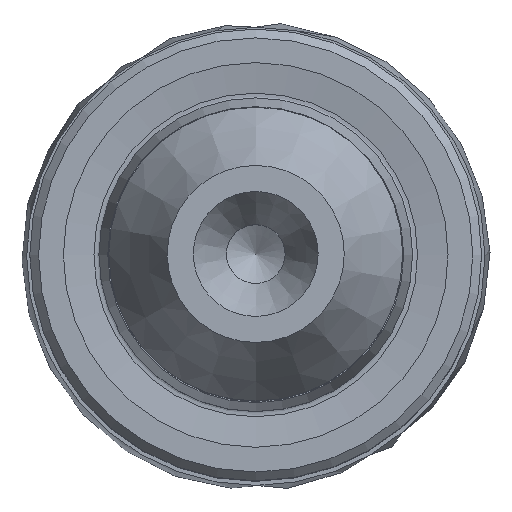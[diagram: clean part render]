
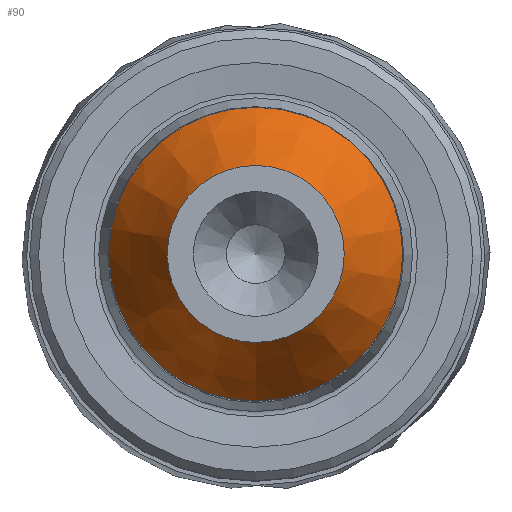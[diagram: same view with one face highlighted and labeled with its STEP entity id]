
A CAD part, top view. The second image highlights one B-rep face of the part: STEP entity #90.
In plain terms, the highlighted conical face has half-angle 30 degrees and reference radius 3.013 mm.
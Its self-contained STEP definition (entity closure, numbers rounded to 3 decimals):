
#73=CONICAL_SURFACE('',#353,3.013,30.);
#90=ADVANCED_FACE('',(#135,#136),#73,.T.);
#135=FACE_BOUND('',#181,.T.);
#136=FACE_BOUND('',#182,.T.);
#181=EDGE_LOOP('',(#229));
#182=EDGE_LOOP('',(#230));
#229=ORIENTED_EDGE('',*,*,#289,.F.);
#230=ORIENTED_EDGE('',*,*,#290,.T.);
#264=VERTEX_POINT('',#517);
#265=VERTEX_POINT('',#520);
#289=EDGE_CURVE('',#264,#264,#313,.T.);
#290=EDGE_CURVE('',#265,#265,#314,.T.);
#313=CIRCLE('',#350,5.);
#314=CIRCLE('',#352,3.013);
#350=AXIS2_PLACEMENT_3D('',#516,#427,#428);
#352=AXIS2_PLACEMENT_3D('',#519,#431,#432);
#353=AXIS2_PLACEMENT_3D('',#521,#433,#434);
#427=DIRECTION('',(0.,0.,-1.));
#428=DIRECTION('',(0.,-1.,0.));
#431=DIRECTION('',(0.,0.,-1.));
#432=DIRECTION('',(0.,-1.,0.));
#433=DIRECTION('',(0.,0.,-1.));
#434=DIRECTION('',(0.,-1.,0.));
#516=CARTESIAN_POINT('',(0.,0.,16.058));
#517=CARTESIAN_POINT('',(0.,-5.,16.058));
#519=CARTESIAN_POINT('',(0.,0.,19.5));
#520=CARTESIAN_POINT('',(0.,-3.013,19.5));
#521=CARTESIAN_POINT('',(0.,0.,19.5));
